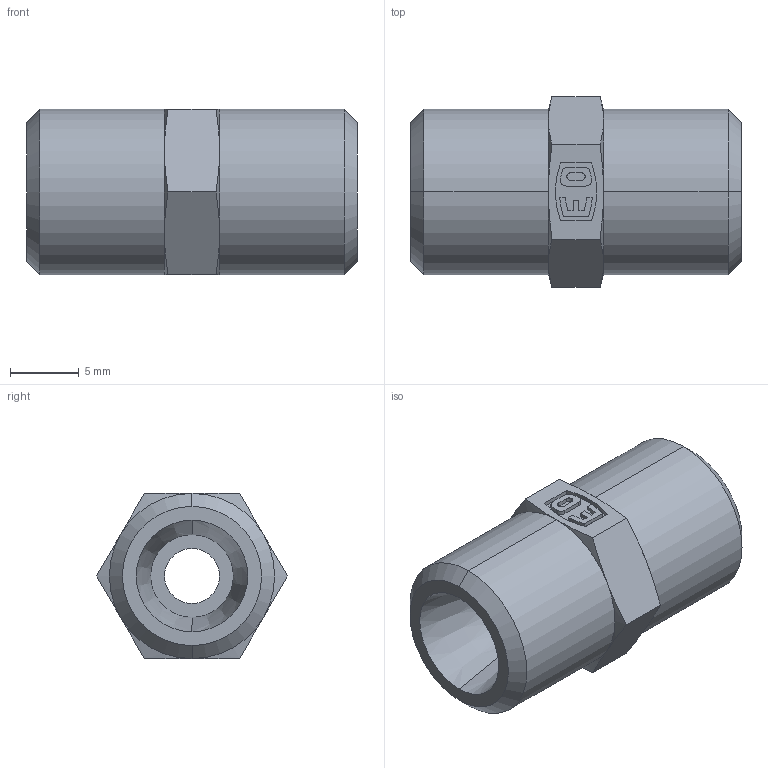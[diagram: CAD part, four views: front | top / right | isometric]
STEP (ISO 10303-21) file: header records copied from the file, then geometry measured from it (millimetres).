
FILE_DESCRIPTION (( 'STEP AP214' ), '1' );
FILE_NAME ('MET3007.STEP', '2019-07-05T11:11:37', ( 'Metrol Springs' ), ( 'Hewlett-Packard Company' ), 'SwSTEP 2.0', 'SolidWorks 2017', '' );
FILE_SCHEMA (( 'AUTOMOTIVE_DESIGN' ));
Length unit declared in the file: millimetre
Products named in the file (1): MET3007
Bounding box: 24 x 13.86 x 12 mm (x, y, z)
Volume: 2091.9 mm3; surface area: 1490.3 mm2
Topology: 1 solids, 1 shells, 90 faces, 216 edges, 136 vertices
Faces by surface type: plane 39, cylinder 31, cone 20
Entity records: 2668 total; most frequent: CARTESIAN_POINT 515, DIRECTION 452, ORIENTED_EDGE 432, EDGE_CURVE 216, AXIS2_PLACEMENT_3D 169, VERTEX_POINT 136, LINE 114, VECTOR 114
